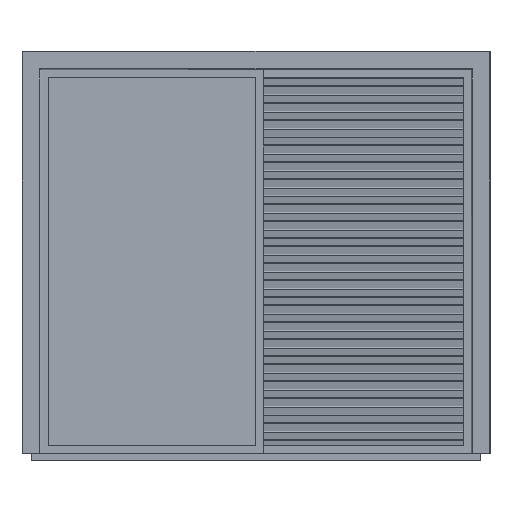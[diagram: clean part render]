
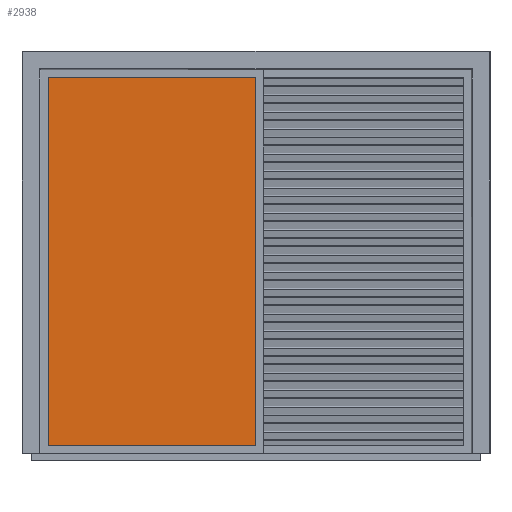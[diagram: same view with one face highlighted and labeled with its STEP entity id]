
A CAD part, front view. The second image highlights one B-rep face of the part: STEP entity #2938.
In plain terms, the highlighted planar face has unit normal (0, -1, 0).
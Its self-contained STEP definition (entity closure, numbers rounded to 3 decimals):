
#2629 = VERTEX_POINT('',#2630);
#2630 = CARTESIAN_POINT('',(90.,37.5,2089.));
#2639 = PLANE('',#2640);
#2640 = AXIS2_PLACEMENT_3D('',#2641,#2642,#2643);
#2641 = CARTESIAN_POINT('',(90.,37.5,2089.));
#2642 = DIRECTION('',(0.,0.,-1.));
#2643 = DIRECTION('',(1.,0.,0.));
#2651 = PLANE('',#2652);
#2652 = AXIS2_PLACEMENT_3D('',#2653,#2654,#2655);
#2653 = CARTESIAN_POINT('',(90.,37.5,121.));
#2654 = DIRECTION('',(1.,0.,0.));
#2655 = DIRECTION('',(0.,0.,1.));
#2692 = VERTEX_POINT('',#2693);
#2693 = CARTESIAN_POINT('',(1199.,37.5,2089.));
#2707 = PLANE('',#2708);
#2708 = AXIS2_PLACEMENT_3D('',#2709,#2710,#2711);
#2709 = CARTESIAN_POINT('',(1199.,37.5,2089.));
#2710 = DIRECTION('',(-1.,0.,0.));
#2711 = DIRECTION('',(0.,0.,-1.));
#2719 = EDGE_CURVE('',#2629,#2692,#2720,.T.);
#2720 = SURFACE_CURVE('',#2721,(#2725,#2732),.PCURVE_S1.);
#2721 = LINE('',#2722,#2723);
#2722 = CARTESIAN_POINT('',(90.,37.5,2089.));
#2723 = VECTOR('',#2724,1.);
#2724 = DIRECTION('',(1.,0.,0.));
#2725 = PCURVE('',#2639,#2726);
#2726 = DEFINITIONAL_REPRESENTATION('',(#2727),#2731);
#2727 = LINE('',#2728,#2729);
#2728 = CARTESIAN_POINT('',(0.,0.));
#2729 = VECTOR('',#2730,1.);
#2730 = DIRECTION('',(1.,0.));
#2731 = ( GEOMETRIC_REPRESENTATION_CONTEXT(2) 
PARAMETRIC_REPRESENTATION_CONTEXT() REPRESENTATION_CONTEXT('2D SPACE',''
  ) );
#2732 = PCURVE('',#2733,#2738);
#2733 = PLANE('',#2734);
#2734 = AXIS2_PLACEMENT_3D('',#2735,#2736,#2737);
#2735 = CARTESIAN_POINT('',(90.,37.5,2089.));
#2736 = DIRECTION('',(0.,-1.,0.));
#2737 = DIRECTION('',(0.,0.,-1.));
#2738 = DEFINITIONAL_REPRESENTATION('',(#2739),#2743);
#2739 = LINE('',#2740,#2741);
#2740 = CARTESIAN_POINT('',(0.,0.));
#2741 = VECTOR('',#2742,1.);
#2742 = DIRECTION('',(0.,1.));
#2743 = ( GEOMETRIC_REPRESENTATION_CONTEXT(2) 
PARAMETRIC_REPRESENTATION_CONTEXT() REPRESENTATION_CONTEXT('2D SPACE',''
  ) );
#2773 = VERTEX_POINT('',#2774);
#2774 = CARTESIAN_POINT('',(1199.,37.5,121.));
#2788 = PLANE('',#2789);
#2789 = AXIS2_PLACEMENT_3D('',#2790,#2791,#2792);
#2790 = CARTESIAN_POINT('',(1199.,37.5,121.));
#2791 = DIRECTION('',(0.,0.,1.));
#2792 = DIRECTION('',(-1.,0.,0.));
#2800 = EDGE_CURVE('',#2692,#2773,#2801,.T.);
#2801 = SURFACE_CURVE('',#2802,(#2806,#2813),.PCURVE_S1.);
#2802 = LINE('',#2803,#2804);
#2803 = CARTESIAN_POINT('',(1199.,37.5,2089.));
#2804 = VECTOR('',#2805,1.);
#2805 = DIRECTION('',(0.,0.,-1.));
#2806 = PCURVE('',#2707,#2807);
#2807 = DEFINITIONAL_REPRESENTATION('',(#2808),#2812);
#2808 = LINE('',#2809,#2810);
#2809 = CARTESIAN_POINT('',(0.,0.));
#2810 = VECTOR('',#2811,1.);
#2811 = DIRECTION('',(1.,0.));
#2812 = ( GEOMETRIC_REPRESENTATION_CONTEXT(2) 
PARAMETRIC_REPRESENTATION_CONTEXT() REPRESENTATION_CONTEXT('2D SPACE',''
  ) );
#2813 = PCURVE('',#2733,#2814);
#2814 = DEFINITIONAL_REPRESENTATION('',(#2815),#2819);
#2815 = LINE('',#2816,#2817);
#2816 = CARTESIAN_POINT('',(0.,1109.));
#2817 = VECTOR('',#2818,1.);
#2818 = DIRECTION('',(1.,0.));
#2819 = ( GEOMETRIC_REPRESENTATION_CONTEXT(2) 
PARAMETRIC_REPRESENTATION_CONTEXT() REPRESENTATION_CONTEXT('2D SPACE',''
  ) );
#2849 = VERTEX_POINT('',#2850);
#2850 = CARTESIAN_POINT('',(90.,37.5,121.));
#2871 = EDGE_CURVE('',#2773,#2849,#2872,.T.);
#2872 = SURFACE_CURVE('',#2873,(#2877,#2884),.PCURVE_S1.);
#2873 = LINE('',#2874,#2875);
#2874 = CARTESIAN_POINT('',(1199.,37.5,121.));
#2875 = VECTOR('',#2876,1.);
#2876 = DIRECTION('',(-1.,0.,0.));
#2877 = PCURVE('',#2788,#2878);
#2878 = DEFINITIONAL_REPRESENTATION('',(#2879),#2883);
#2879 = LINE('',#2880,#2881);
#2880 = CARTESIAN_POINT('',(0.,0.));
#2881 = VECTOR('',#2882,1.);
#2882 = DIRECTION('',(1.,0.));
#2883 = ( GEOMETRIC_REPRESENTATION_CONTEXT(2) 
PARAMETRIC_REPRESENTATION_CONTEXT() REPRESENTATION_CONTEXT('2D SPACE',''
  ) );
#2884 = PCURVE('',#2733,#2885);
#2885 = DEFINITIONAL_REPRESENTATION('',(#2886),#2890);
#2886 = LINE('',#2887,#2888);
#2887 = CARTESIAN_POINT('',(1968.,1109.));
#2888 = VECTOR('',#2889,1.);
#2889 = DIRECTION('',(-0.,-1.));
#2890 = ( GEOMETRIC_REPRESENTATION_CONTEXT(2) 
PARAMETRIC_REPRESENTATION_CONTEXT() REPRESENTATION_CONTEXT('2D SPACE',''
  ) );
#2918 = EDGE_CURVE('',#2849,#2629,#2919,.T.);
#2919 = SURFACE_CURVE('',#2920,(#2924,#2931),.PCURVE_S1.);
#2920 = LINE('',#2921,#2922);
#2921 = CARTESIAN_POINT('',(90.,37.5,121.));
#2922 = VECTOR('',#2923,1.);
#2923 = DIRECTION('',(0.,0.,1.));
#2924 = PCURVE('',#2651,#2925);
#2925 = DEFINITIONAL_REPRESENTATION('',(#2926),#2930);
#2926 = LINE('',#2927,#2928);
#2927 = CARTESIAN_POINT('',(0.,0.));
#2928 = VECTOR('',#2929,1.);
#2929 = DIRECTION('',(1.,0.));
#2930 = ( GEOMETRIC_REPRESENTATION_CONTEXT(2) 
PARAMETRIC_REPRESENTATION_CONTEXT() REPRESENTATION_CONTEXT('2D SPACE',''
  ) );
#2931 = PCURVE('',#2733,#2932);
#2932 = DEFINITIONAL_REPRESENTATION('',(#2933),#2937);
#2933 = LINE('',#2934,#2935);
#2934 = CARTESIAN_POINT('',(1968.,0.));
#2935 = VECTOR('',#2936,1.);
#2936 = DIRECTION('',(-1.,0.));
#2937 = ( GEOMETRIC_REPRESENTATION_CONTEXT(2) 
PARAMETRIC_REPRESENTATION_CONTEXT() REPRESENTATION_CONTEXT('2D SPACE',''
  ) );
#2938 = ADVANCED_FACE('',(#2939),#2733,.T.);
#2939 = FACE_BOUND('',#2940,.F.);
#2940 = EDGE_LOOP('',(#2941,#2942,#2943,#2944));
#2941 = ORIENTED_EDGE('',*,*,#2719,.T.);
#2942 = ORIENTED_EDGE('',*,*,#2800,.T.);
#2943 = ORIENTED_EDGE('',*,*,#2871,.T.);
#2944 = ORIENTED_EDGE('',*,*,#2918,.T.);
